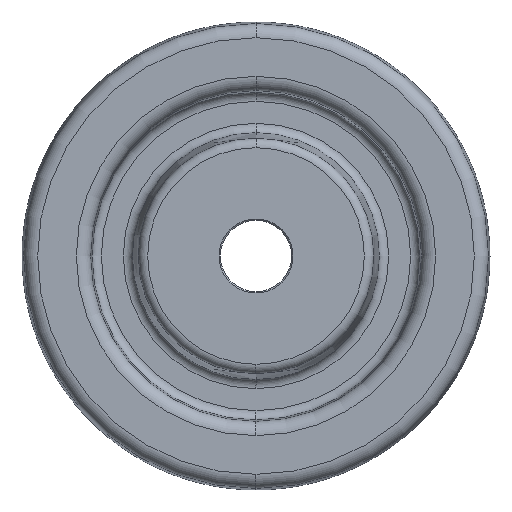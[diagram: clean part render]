
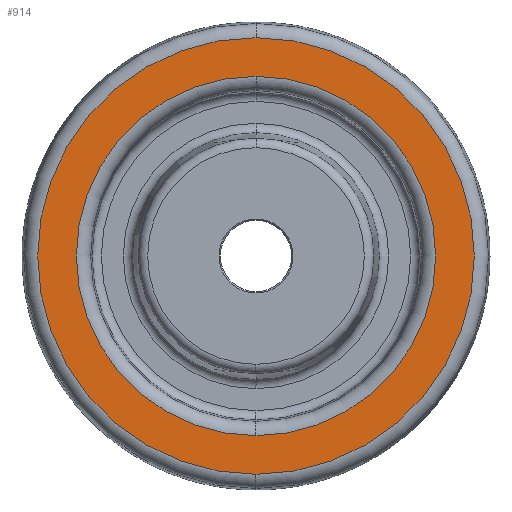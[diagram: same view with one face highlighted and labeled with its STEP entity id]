
A CAD part, left-side view. The second image highlights one B-rep face of the part: STEP entity #914.
In plain terms, the highlighted planar face has unit normal (-1, 0, 0).
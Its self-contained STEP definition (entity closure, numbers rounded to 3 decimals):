
#115 = CIRCLE ( 'NONE', #1173, 46.673 ) ;
#116 = CIRCLE ( 'NONE', #484, 46.673 ) ;
#122 = DIRECTION ( 'NONE',  ( 0., 0., 1. ) ) ;
#389 = CARTESIAN_POINT ( 'NONE',  ( -20., 0., 0. ) ) ;
#443 = DIRECTION ( 'NONE',  ( 0., 0., 1. ) ) ;
#467 = EDGE_CURVE ( 'NONE', #1341, #1758, #680, .T. ) ;
#484 = AXIS2_PLACEMENT_3D ( 'NONE', #389, #1117, #122 ) ;
#501 = ORIENTED_EDGE ( 'NONE', *, *, #467, .T. ) ;
#558 = CARTESIAN_POINT ( 'NONE',  ( -20., 0., 0. ) ) ;
#584 = CIRCLE ( 'NONE', #1714, 38.402 ) ;
#586 = DIRECTION ( 'NONE',  ( -1., 0., 0. ) ) ;
#592 = DIRECTION ( 'NONE',  ( 0., 0., 1. ) ) ;
#593 = VERTEX_POINT ( 'NONE', #1657 ) ;
#604 = CARTESIAN_POINT ( 'NONE',  ( -20., 0., 46.673 ) ) ;
#612 = CARTESIAN_POINT ( 'NONE',  ( -20., 0., 38.402 ) ) ;
#680 = CIRCLE ( 'NONE', #994, 38.402 ) ;
#762 = VERTEX_POINT ( 'NONE', #604 ) ;
#773 = CARTESIAN_POINT ( 'NONE',  ( -20., 0., -38.402 ) ) ;
#914 = ADVANCED_FACE ( 'NONE', ( #1412, #1556 ), #1717, .T. ) ;
#978 = EDGE_CURVE ( 'NONE', #762, #593, #115, .T. ) ;
#986 = DIRECTION ( 'NONE',  ( 1., 0., 0. ) ) ;
#994 = AXIS2_PLACEMENT_3D ( 'NONE', #1411, #986, #1850 ) ;
#1031 = ORIENTED_EDGE ( 'NONE', *, *, #978, .T. ) ;
#1083 = EDGE_LOOP ( 'NONE', ( #501, #1327 ) ) ;
#1117 = DIRECTION ( 'NONE',  ( -1., 0., 0. ) ) ;
#1127 = DIRECTION ( 'NONE',  ( 1., 0., 0. ) ) ;
#1173 = AXIS2_PLACEMENT_3D ( 'NONE', #1853, #586, #443 ) ;
#1327 = ORIENTED_EDGE ( 'NONE', *, *, #1673, .T. ) ;
#1341 = VERTEX_POINT ( 'NONE', #612 ) ;
#1411 = CARTESIAN_POINT ( 'NONE',  ( -20., 0., 0. ) ) ;
#1412 = FACE_BOUND ( 'NONE', #1083, .T. ) ;
#1432 = CARTESIAN_POINT ( 'NONE',  ( -20., 49.5, 0. ) ) ;
#1449 = DIRECTION ( 'NONE',  ( -1., 0., 0. ) ) ;
#1556 = FACE_OUTER_BOUND ( 'NONE', #1787, .T. ) ;
#1587 = AXIS2_PLACEMENT_3D ( 'NONE', #1432, #1449, #592 ) ;
#1590 = EDGE_CURVE ( 'NONE', #593, #762, #116, .T. ) ;
#1657 = CARTESIAN_POINT ( 'NONE',  ( -20., 0., -46.673 ) ) ;
#1673 = EDGE_CURVE ( 'NONE', #1758, #1341, #584, .T. ) ;
#1696 = DIRECTION ( 'NONE',  ( 0., 0., 1. ) ) ;
#1714 = AXIS2_PLACEMENT_3D ( 'NONE', #558, #1127, #1696 ) ;
#1717 = PLANE ( 'NONE',  #1587 ) ;
#1738 = ORIENTED_EDGE ( 'NONE', *, *, #1590, .T. ) ;
#1758 = VERTEX_POINT ( 'NONE', #773 ) ;
#1787 = EDGE_LOOP ( 'NONE', ( #1031, #1738 ) ) ;
#1850 = DIRECTION ( 'NONE',  ( 0., 0., 1. ) ) ;
#1853 = CARTESIAN_POINT ( 'NONE',  ( -20., 0., 0. ) ) ;
